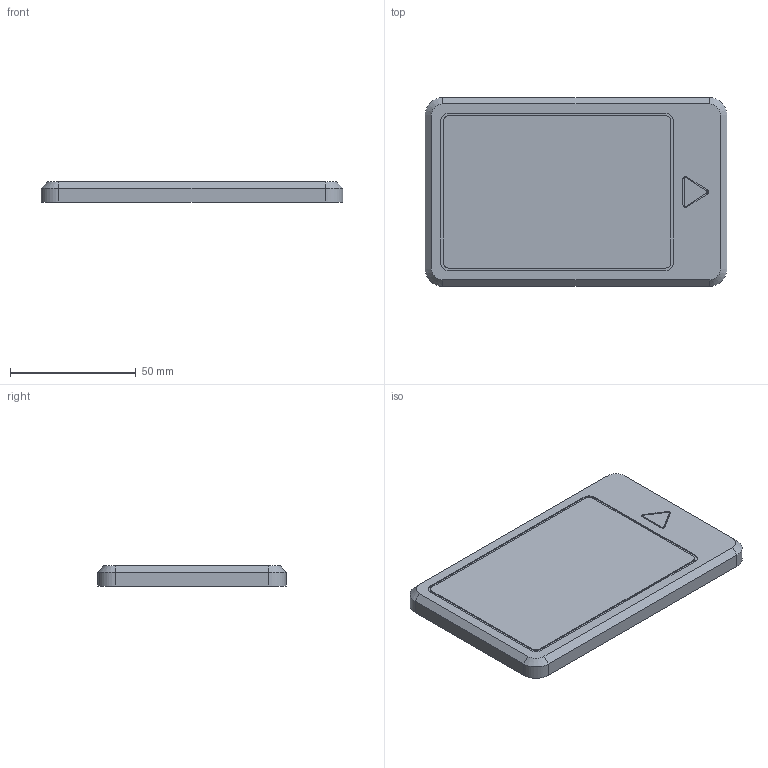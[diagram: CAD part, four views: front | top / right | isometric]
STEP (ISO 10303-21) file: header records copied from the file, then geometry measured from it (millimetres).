
FILE_DESCRIPTION(/* description */ (''),/* implementation_level */ '2;1');
FILE_NAME(/* name */ 'CartTop_MinimalBridging.stp',/* time_stamp */ '2025-07-10T16:23:40-06:00',/* author */ (''),/* organization */ (''),/* preprocessor_version */ 'ST-DEVELOPER v20',/* originating_system */ 'SIEMENS PLM Software NX2412.4001',/* authorisation */ '');
FILE_SCHEMA (('AUTOMOTIVE_DESIGN { 1 0 10303 214 3 1 1 1 }'));
Length unit declared in the file: millimetre
Products named in the file (1): CartRecreation_Top
Bounding box: 120 x 75 x 8 mm (x, y, z)
Volume: 29167 mm3; surface area: 22379.4 mm2
Topology: 1 solids, 1 shells, 84 faces, 208 edges, 136 vertices
Faces by surface type: plane 54, cylinder 22, cone 8
Entity records: 2508 total; most frequent: DIRECTION 434, CARTESIAN_POINT 429, ORIENTED_EDGE 416, EDGE_CURVE 208, LINE 152, VECTOR 152, AXIS2_PLACEMENT_3D 141, VERTEX_POINT 136
